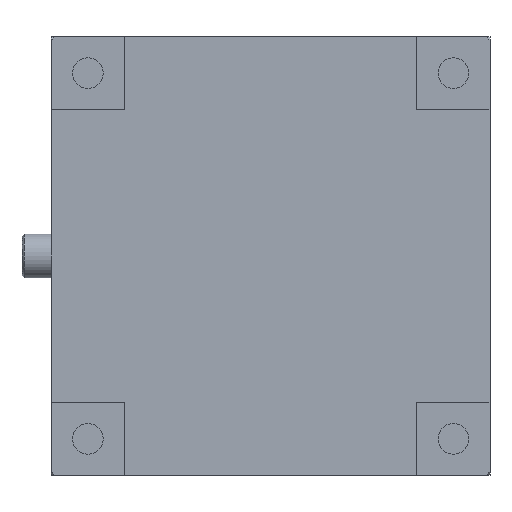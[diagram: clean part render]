
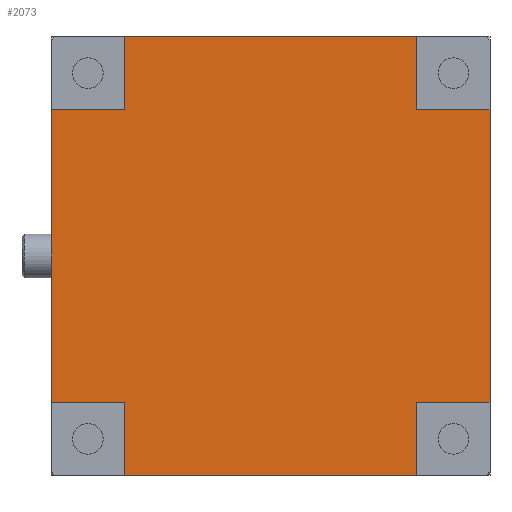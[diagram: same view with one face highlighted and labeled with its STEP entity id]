
A CAD part, front view. The second image highlights one B-rep face of the part: STEP entity #2073.
In plain terms, the highlighted planar face has unit normal (0, -1, 0).
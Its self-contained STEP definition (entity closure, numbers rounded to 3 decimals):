
#36 = LINE ( 'NONE', #264, #2174 ) ;
#41 = CARTESIAN_POINT ( 'NONE',  ( 0., 0.5, 10. ) ) ;
#131 = DIRECTION ( 'NONE',  ( -1., 0., 0. ) ) ;
#198 = VECTOR ( 'NONE', #1528, 1000. ) ;
#202 = ORIENTED_EDGE ( 'NONE', *, *, #1586, .F. ) ;
#241 = CARTESIAN_POINT ( 'NONE',  ( 50., 0.5, 0. ) ) ;
#264 = CARTESIAN_POINT ( 'NONE',  ( 10., 0.5, 0. ) ) ;
#269 = VERTEX_POINT ( 'NONE', #41 ) ;
#371 = DIRECTION ( 'NONE',  ( 1., 0., 0. ) ) ;
#413 = LINE ( 'NONE', #2718, #2819 ) ;
#425 = LINE ( 'NONE', #994, #2795 ) ;
#430 = CARTESIAN_POINT ( 'NONE',  ( 0., 0.5, 50. ) ) ;
#516 = CARTESIAN_POINT ( 'NONE',  ( 50., 0.5, 50. ) ) ;
#520 = VERTEX_POINT ( 'NONE', #3112 ) ;
#544 = VERTEX_POINT ( 'NONE', #2534 ) ;
#677 = EDGE_CURVE ( 'NONE', #1342, #2905, #36, .T. ) ;
#684 = DIRECTION ( 'NONE',  ( 1., 0., 0. ) ) ;
#721 = EDGE_LOOP ( 'NONE', ( #3433, #202, #1947, #3622, #2880, #2296, #1029, #1565, #2672, #3045, #3493, #2300 ) ) ;
#749 = EDGE_CURVE ( 'NONE', #544, #1225, #2912, .T. ) ;
#806 = VECTOR ( 'NONE', #3451, 1000. ) ;
#878 = CARTESIAN_POINT ( 'NONE',  ( 60., 0.5, 0. ) ) ;
#921 = LINE ( 'NONE', #2593, #3032 ) ;
#932 = VECTOR ( 'NONE', #2613, 1000. ) ;
#942 = CARTESIAN_POINT ( 'NONE',  ( 0., 0.5, 50. ) ) ;
#994 = CARTESIAN_POINT ( 'NONE',  ( 0., 0.5, 10. ) ) ;
#1029 = ORIENTED_EDGE ( 'NONE', *, *, #2723, .F. ) ;
#1164 = DIRECTION ( 'NONE',  ( -1., 0., 0. ) ) ;
#1225 = VERTEX_POINT ( 'NONE', #2119 ) ;
#1278 = VERTEX_POINT ( 'NONE', #430 ) ;
#1336 = FACE_OUTER_BOUND ( 'NONE', #721, .T. ) ;
#1342 = VERTEX_POINT ( 'NONE', #2136 ) ;
#1351 = VERTEX_POINT ( 'NONE', #2715 ) ;
#1352 = CARTESIAN_POINT ( 'NONE',  ( 0., 0.5, 0. ) ) ;
#1378 = VECTOR ( 'NONE', #2298, 1000. ) ;
#1393 = LINE ( 'NONE', #3382, #2201 ) ;
#1444 = DIRECTION ( 'NONE',  ( 0., 0., 1. ) ) ;
#1459 = EDGE_CURVE ( 'NONE', #269, #1278, #1393, .T. ) ;
#1528 = DIRECTION ( 'NONE',  ( 0., 0., 1. ) ) ;
#1541 = EDGE_CURVE ( 'NONE', #1351, #1907, #3196, .T. ) ;
#1565 = ORIENTED_EDGE ( 'NONE', *, *, #1459, .F. ) ;
#1583 = DIRECTION ( 'NONE',  ( -1., 0., 0. ) ) ;
#1586 = EDGE_CURVE ( 'NONE', #2616, #520, #2391, .T. ) ;
#1587 = LINE ( 'NONE', #3571, #198 ) ;
#1717 = CARTESIAN_POINT ( 'NONE',  ( 60., 0.5, 50. ) ) ;
#1744 = EDGE_CURVE ( 'NONE', #520, #544, #425, .T. ) ;
#1864 = AXIS2_PLACEMENT_3D ( 'NONE', #1352, #2497, #3633 ) ;
#1907 = VERTEX_POINT ( 'NONE', #2908 ) ;
#1947 = ORIENTED_EDGE ( 'NONE', *, *, #3616, .F. ) ;
#1994 = VECTOR ( 'NONE', #2346, 1000. ) ;
#2073 = ADVANCED_FACE ( 'NONE', ( #1336 ), #3615, .F. ) ;
#2082 = VECTOR ( 'NONE', #684, 1000. ) ;
#2119 = CARTESIAN_POINT ( 'NONE',  ( 50., 0.5, 0. ) ) ;
#2123 = LINE ( 'NONE', #3266, #2082 ) ;
#2127 = EDGE_CURVE ( 'NONE', #1907, #3346, #2830, .T. ) ;
#2136 = CARTESIAN_POINT ( 'NONE',  ( 10., 0.5, 0. ) ) ;
#2174 = VECTOR ( 'NONE', #1444, 1000. ) ;
#2201 = VECTOR ( 'NONE', #2240, 1000. ) ;
#2240 = DIRECTION ( 'NONE',  ( 0., 0., 1. ) ) ;
#2296 = ORIENTED_EDGE ( 'NONE', *, *, #2833, .F. ) ;
#2298 = DIRECTION ( 'NONE',  ( 0., 0., -1. ) ) ;
#2300 = ORIENTED_EDGE ( 'NONE', *, *, #749, .F. ) ;
#2346 = DIRECTION ( 'NONE',  ( 0., 0., -1. ) ) ;
#2391 = LINE ( 'NONE', #878, #932 ) ;
#2425 = EDGE_CURVE ( 'NONE', #2905, #269, #413, .T. ) ;
#2497 = DIRECTION ( 'NONE',  ( 0., 1., 0. ) ) ;
#2534 = CARTESIAN_POINT ( 'NONE',  ( 50., 0.5, 10. ) ) ;
#2593 = CARTESIAN_POINT ( 'NONE',  ( 0., 0.5, 0. ) ) ;
#2613 = DIRECTION ( 'NONE',  ( 0., 0., -1. ) ) ;
#2616 = VERTEX_POINT ( 'NONE', #1717 ) ;
#2631 = EDGE_CURVE ( 'NONE', #1225, #1342, #921, .T. ) ;
#2672 = ORIENTED_EDGE ( 'NONE', *, *, #2425, .F. ) ;
#2715 = CARTESIAN_POINT ( 'NONE',  ( 10., 0.5, 60. ) ) ;
#2718 = CARTESIAN_POINT ( 'NONE',  ( 0., 0.5, 10. ) ) ;
#2723 = EDGE_CURVE ( 'NONE', #1278, #2956, #3515, .T. ) ;
#2795 = VECTOR ( 'NONE', #1583, 1000. ) ;
#2819 = VECTOR ( 'NONE', #131, 1000. ) ;
#2830 = LINE ( 'NONE', #241, #1378 ) ;
#2833 = EDGE_CURVE ( 'NONE', #2956, #1351, #1587, .T. ) ;
#2880 = ORIENTED_EDGE ( 'NONE', *, *, #1541, .F. ) ;
#2905 = VERTEX_POINT ( 'NONE', #3168 ) ;
#2908 = CARTESIAN_POINT ( 'NONE',  ( 50., 0.5, 60. ) ) ;
#2912 = LINE ( 'NONE', #3722, #1994 ) ;
#2956 = VERTEX_POINT ( 'NONE', #3699 ) ;
#3032 = VECTOR ( 'NONE', #1164, 1000. ) ;
#3045 = ORIENTED_EDGE ( 'NONE', *, *, #677, .F. ) ;
#3085 = VECTOR ( 'NONE', #371, 1000. ) ;
#3112 = CARTESIAN_POINT ( 'NONE',  ( 60., 0.5, 10. ) ) ;
#3168 = CARTESIAN_POINT ( 'NONE',  ( 10., 0.5, 10. ) ) ;
#3196 = LINE ( 'NONE', #3220, #806 ) ;
#3220 = CARTESIAN_POINT ( 'NONE',  ( 0., 0.5, 60. ) ) ;
#3266 = CARTESIAN_POINT ( 'NONE',  ( 0., 0.5, 50. ) ) ;
#3346 = VERTEX_POINT ( 'NONE', #516 ) ;
#3382 = CARTESIAN_POINT ( 'NONE',  ( 0., 0.5, 0. ) ) ;
#3433 = ORIENTED_EDGE ( 'NONE', *, *, #1744, .F. ) ;
#3451 = DIRECTION ( 'NONE',  ( 1., 0., 0. ) ) ;
#3493 = ORIENTED_EDGE ( 'NONE', *, *, #2631, .F. ) ;
#3515 = LINE ( 'NONE', #942, #3085 ) ;
#3571 = CARTESIAN_POINT ( 'NONE',  ( 10., 0.5, 0. ) ) ;
#3615 = PLANE ( 'NONE',  #1864 ) ;
#3616 = EDGE_CURVE ( 'NONE', #3346, #2616, #2123, .T. ) ;
#3622 = ORIENTED_EDGE ( 'NONE', *, *, #2127, .F. ) ;
#3633 = DIRECTION ( 'NONE',  ( -1., 0., 0. ) ) ;
#3699 = CARTESIAN_POINT ( 'NONE',  ( 10., 0.5, 50. ) ) ;
#3722 = CARTESIAN_POINT ( 'NONE',  ( 50., 0.5, 0. ) ) ;
